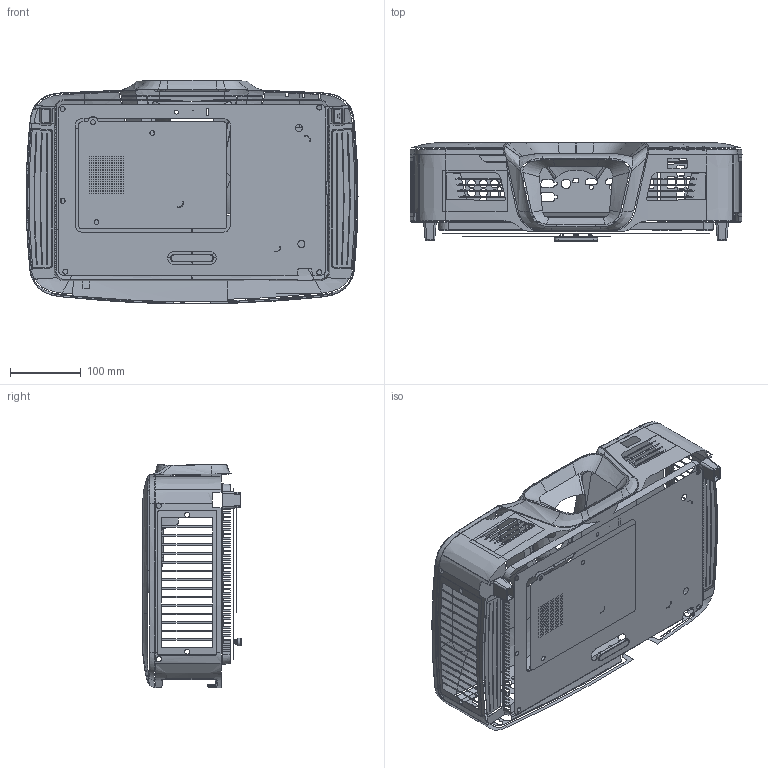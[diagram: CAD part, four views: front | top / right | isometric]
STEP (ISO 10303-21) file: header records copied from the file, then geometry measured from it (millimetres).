
FILE_DESCRIPTION((''),'2;1');
FILE_NAME('SINGLE','2020-05-12T',('ChenPet'),(''),'PRO/ENGINEER BY PARAMETRIC TECHNOLOGY CORPORATION, 2009440','PRO/ENGINEER BY PARAMETRIC TECHNOLOGY CORPORATION, 2009440','');
FILE_SCHEMA(('CONFIG_CONTROL_DESIGN'));
Length unit declared in the file: millimetre
Products named in the file (1): SINGLE
Bounding box: 469.45 x 139.57 x 316.17 mm (x, y, z)
Surface area: 367198.9 mm2 (no closed solid volume)
Topology: 0 solids, 58 shells, 295 faces, 2756 edges, 2512 vertices
Faces by surface type: plane 108, bspline 88, cylinder 59, cone 24, extrusion 14, torus 2
Entity records: 32641 total; most frequent: CARTESIAN_POINT 15282, ORIENTED_EDGE 3269, EDGE_CURVE 2754, VERTEX_POINT 2512, DIRECTION 2487, VECTOR 1423, LINE 1409, B_SPLINE_CURVE_WITH_KNOTS 1020
